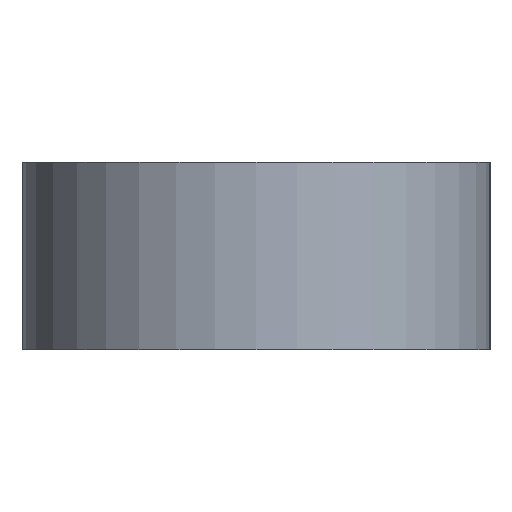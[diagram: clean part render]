
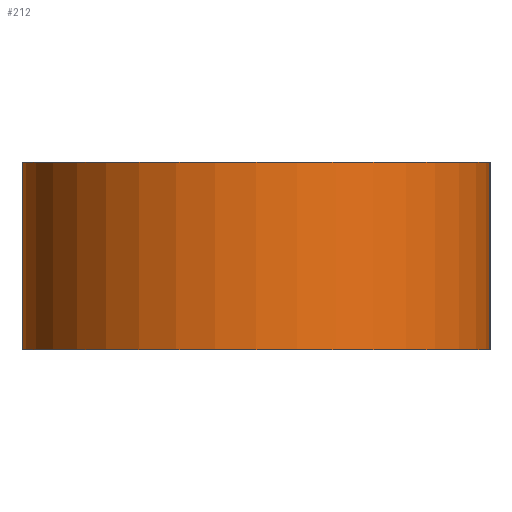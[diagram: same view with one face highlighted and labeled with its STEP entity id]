
A CAD part, left-side view. The second image highlights one B-rep face of the part: STEP entity #212.
In plain terms, the highlighted cylindrical face has radius 3.875 mm (diameter 7.75 mm), a partial arc.
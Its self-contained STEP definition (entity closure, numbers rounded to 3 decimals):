
#10=CARTESIAN_POINT('',(-18.5,0.,3.1));
#11=DIRECTION('',(0.,0.,1.));
#12=DIRECTION('',(0.,1.,0.));
#13=AXIS2_PLACEMENT_3D('',#10,#11,#12);
#40=DIRECTION('',(0.,0.,-1.));
#41=VECTOR('',#40,3.1);
#42=CARTESIAN_POINT('',(-18.5,3.875,3.1));
#43=LINE('',#42,#41);
#44=DIRECTION('',(0.,0.,1.));
#45=VECTOR('',#44,3.1);
#46=CARTESIAN_POINT('',(-18.5,-3.875,0.));
#47=LINE('',#46,#45);
#48=CARTESIAN_POINT('',(-18.5,0.,0.));
#49=DIRECTION('',(0.,0.,-1.));
#50=DIRECTION('',(0.,-1.,0.));
#51=AXIS2_PLACEMENT_3D('',#48,#49,#50);
#110=CARTESIAN_POINT('',(-18.5,3.875,0.));
#112=VERTEX_POINT('',#110);
#114=CARTESIAN_POINT('',(-18.5,3.875,3.1));
#115=VERTEX_POINT('',#114);
#122=CARTESIAN_POINT('',(-18.5,-3.875,0.));
#123=VERTEX_POINT('',#122);
#124=CARTESIAN_POINT('',(-18.5,-3.875,3.1));
#125=VERTEX_POINT('',#124);
#198=CARTESIAN_POINT('',(-18.5,0.,0.));
#199=DIRECTION('',(0.,0.,1.));
#200=DIRECTION('',(0.,1.,0.));
#201=AXIS2_PLACEMENT_3D('',#198,#199,#200);
#202=CYLINDRICAL_SURFACE('',#201,3.875);
#204=ORIENTED_EDGE('',*,*,#203,.T.);
#206=ORIENTED_EDGE('',*,*,#205,.F.);
#207=ORIENTED_EDGE('',*,*,#177,.T.);
#209=ORIENTED_EDGE('',*,*,#208,.F.);
#210=EDGE_LOOP('',(#204,#206,#207,#209));
#211=FACE_OUTER_BOUND('',#210,.F.);
#212=ADVANCED_FACE('',(#211),#202,.T.);
#14=CIRCLE('',#13,3.875);
#52=CIRCLE('',#51,3.875);
#177=EDGE_CURVE('',#115,#125,#14,.T.);
#203=EDGE_CURVE('',#123,#112,#52,.T.);
#205=EDGE_CURVE('',#115,#112,#43,.T.);
#208=EDGE_CURVE('',#123,#125,#47,.T.);
